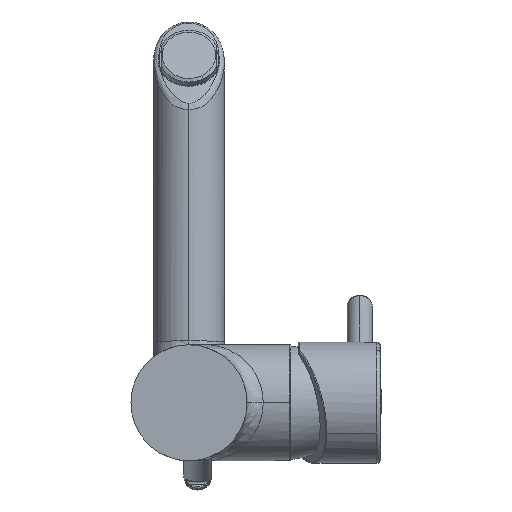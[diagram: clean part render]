
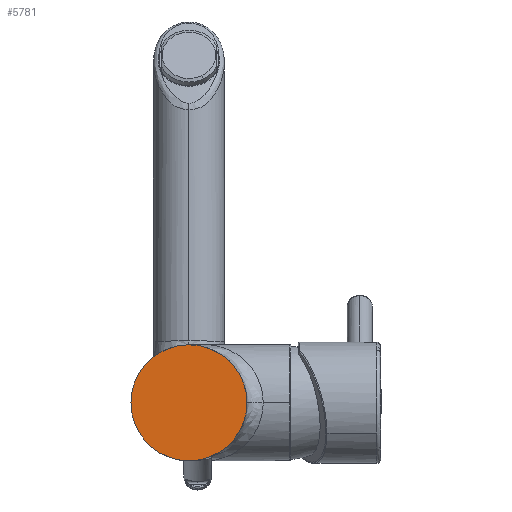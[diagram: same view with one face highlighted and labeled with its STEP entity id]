
A CAD part, front view. The second image highlights one B-rep face of the part: STEP entity #5781.
In plain terms, the highlighted planar face has unit normal (0, -1, 0).
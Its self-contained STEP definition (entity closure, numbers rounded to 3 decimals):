
#567 = CIRCLE ( 'NONE', #8778, 23.25 ) ;
#640 = DIRECTION ( 'NONE',  ( 1., 0., 0. ) ) ;
#655 = DIRECTION ( 'NONE',  ( 0., 1., 0. ) ) ;
#690 = CARTESIAN_POINT ( 'NONE',  ( 0., 0., 0. ) ) ;
#1879 = ORIENTED_EDGE ( 'NONE', *, *, #3445, .F. ) ;
#1973 = VERTEX_POINT ( 'NONE', #8481 ) ;
#2661 = EDGE_LOOP ( 'NONE', ( #1879, #10750 ) ) ;
#3262 = VERTEX_POINT ( 'NONE', #10337 ) ;
#3445 = EDGE_CURVE ( 'NONE', #1973, #3262, #9572, .T. ) ;
#4165 = EDGE_CURVE ( 'NONE', #3262, #1973, #567, .T. ) ;
#5393 = DIRECTION ( 'NONE',  ( 1., 0., 0. ) ) ;
#5432 = DIRECTION ( 'NONE',  ( 0., 1., 0. ) ) ;
#5502 = PLANE ( 'NONE',  #6681 ) ;
#5754 = CARTESIAN_POINT ( 'NONE',  ( 0., 0., -7.385 ) ) ;
#5781 = ADVANCED_FACE ( 'NONE', ( #5998 ), #5502, .F. ) ;
#5998 = FACE_OUTER_BOUND ( 'NONE', #2661, .T. ) ;
#6681 = AXIS2_PLACEMENT_3D ( 'NONE', #5754, #5432, #5393 ) ;
#8481 = CARTESIAN_POINT ( 'NONE',  ( 0., 0., -23.25 ) ) ;
#8778 = AXIS2_PLACEMENT_3D ( 'NONE', #690, #655, #640 ) ;
#9147 = DIRECTION ( 'NONE',  ( 1., 0., 0. ) ) ;
#9182 = DIRECTION ( 'NONE',  ( 0., 1., 0. ) ) ;
#9219 = CARTESIAN_POINT ( 'NONE',  ( 0., 0., 0. ) ) ;
#9436 = AXIS2_PLACEMENT_3D ( 'NONE', #9219, #9182, #9147 ) ;
#9572 = CIRCLE ( 'NONE', #9436, 23.25 ) ;
#10337 = CARTESIAN_POINT ( 'NONE',  ( 0., 0., 23.25 ) ) ;
#10750 = ORIENTED_EDGE ( 'NONE', *, *, #4165, .F. ) ;
